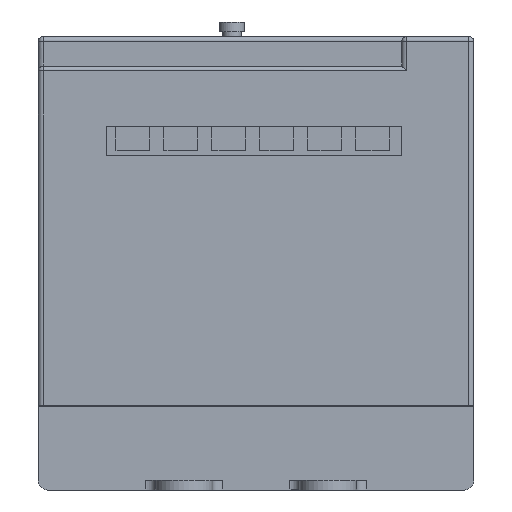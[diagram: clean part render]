
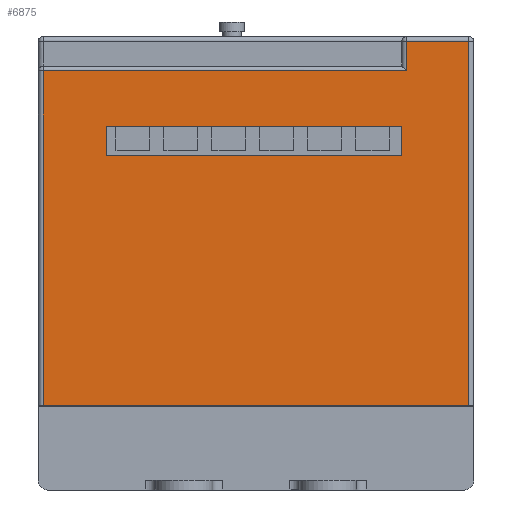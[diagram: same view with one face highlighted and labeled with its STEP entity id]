
A CAD part, front view. The second image highlights one B-rep face of the part: STEP entity #6875.
In plain terms, the highlighted planar face has unit normal (0, -1, 0).
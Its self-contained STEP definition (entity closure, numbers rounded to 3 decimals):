
#28 = CARTESIAN_POINT ( 'NONE',  ( 89.8, -58.4, 37.5 ) ) ;
#109 = PLANE ( 'NONE',  #1469 ) ;
#141 = DIRECTION ( 'NONE',  ( -1., 0., 0. ) ) ;
#290 = CARTESIAN_POINT ( 'NONE',  ( 14.2, -58.4, 19.8 ) ) ;
#331 = LINE ( 'NONE', #2231, #2657 ) ;
#479 = ORIENTED_EDGE ( 'NONE', *, *, #4347, .F. ) ;
#498 = CARTESIAN_POINT ( 'NONE',  ( 14.2, -58.4, 19.8 ) ) ;
#570 = VECTOR ( 'NONE', #1683, 1000. ) ;
#649 = DIRECTION ( 'NONE',  ( 0., 1., 0. ) ) ;
#729 = VECTOR ( 'NONE', #6511, 1000. ) ;
#741 = EDGE_CURVE ( 'NONE', #7211, #5914, #818, .T. ) ;
#818 = LINE ( 'NONE', #3518, #729 ) ;
#829 = CARTESIAN_POINT ( 'NONE',  ( 90.8, -58.4, 37.5 ) ) ;
#1259 = DIRECTION ( 'NONE',  ( 0., 0., 1. ) ) ;
#1260 = CARTESIAN_POINT ( 'NONE',  ( 75.8, -58.4, 19.8 ) ) ;
#1268 = EDGE_LOOP ( 'NONE', ( #3713, #1427, #479, #2919, #1631, #2274 ) ) ;
#1326 = DIRECTION ( 'NONE',  ( 0., 0., -1. ) ) ;
#1381 = LINE ( 'NONE', #3618, #2956 ) ;
#1427 = ORIENTED_EDGE ( 'NONE', *, *, #4808, .T. ) ;
#1469 = AXIS2_PLACEMENT_3D ( 'NONE', #6521, #649, #1259 ) ;
#1499 = LINE ( 'NONE', #4590, #2989 ) ;
#1631 = ORIENTED_EDGE ( 'NONE', *, *, #2384, .T. ) ;
#1636 = CARTESIAN_POINT ( 'NONE',  ( 75.8, -58.4, 13.6 ) ) ;
#1665 = CARTESIAN_POINT ( 'NONE',  ( 1., -58.4, -38.5 ) ) ;
#1683 = DIRECTION ( 'NONE',  ( 0., 0., -1. ) ) ;
#1866 = DIRECTION ( 'NONE',  ( 0., 0., 1. ) ) ;
#1875 = VERTEX_POINT ( 'NONE', #1665 ) ;
#1959 = CARTESIAN_POINT ( 'NONE',  ( 90.8, -58.4, -38.5 ) ) ;
#2164 = CARTESIAN_POINT ( 'NONE',  ( 1., -58.4, 31.3 ) ) ;
#2231 = CARTESIAN_POINT ( 'NONE',  ( 90.8, -58.4, 31.3 ) ) ;
#2243 = LINE ( 'NONE', #1959, #4445 ) ;
#2274 = ORIENTED_EDGE ( 'NONE', *, *, #7480, .T. ) ;
#2286 = ORIENTED_EDGE ( 'NONE', *, *, #6927, .F. ) ;
#2311 = FACE_BOUND ( 'NONE', #4401, .T. ) ;
#2341 = ORIENTED_EDGE ( 'NONE', *, *, #2604, .F. ) ;
#2384 = EDGE_CURVE ( 'NONE', #6478, #4670, #6066, .T. ) ;
#2402 = VECTOR ( 'NONE', #6002, 1000. ) ;
#2412 = CARTESIAN_POINT ( 'NONE',  ( 76.8, -58.4, 38.5 ) ) ;
#2589 = DIRECTION ( 'NONE',  ( -1., 0., 0. ) ) ;
#2604 = EDGE_CURVE ( 'NONE', #6955, #5943, #7146, .T. ) ;
#2657 = VECTOR ( 'NONE', #3428, 1000. ) ;
#2706 = EDGE_CURVE ( 'NONE', #4068, #5696, #331, .T. ) ;
#2772 = DIRECTION ( 'NONE',  ( -1., 0., 0. ) ) ;
#2818 = CARTESIAN_POINT ( 'NONE',  ( 76.8, -58.4, 37.5 ) ) ;
#2919 = ORIENTED_EDGE ( 'NONE', *, *, #6881, .T. ) ;
#2956 = VECTOR ( 'NONE', #1866, 1000. ) ;
#2989 = VECTOR ( 'NONE', #2772, 1000. ) ;
#3043 = LINE ( 'NONE', #2412, #7548 ) ;
#3428 = DIRECTION ( 'NONE',  ( -1., 0., 0. ) ) ;
#3470 = CARTESIAN_POINT ( 'NONE',  ( 1., -58.4, -38.5 ) ) ;
#3500 = CARTESIAN_POINT ( 'NONE',  ( 14.2, -58.4, 13.6 ) ) ;
#3518 = CARTESIAN_POINT ( 'NONE',  ( 75.8, -58.4, 19.8 ) ) ;
#3618 = CARTESIAN_POINT ( 'NONE',  ( 89.8, -58.4, 38.5 ) ) ;
#3713 = ORIENTED_EDGE ( 'NONE', *, *, #2706, .T. ) ;
#4068 = VERTEX_POINT ( 'NONE', #7453 ) ;
#4347 = EDGE_CURVE ( 'NONE', #4669, #1875, #2243, .T. ) ;
#4401 = EDGE_LOOP ( 'NONE', ( #2286, #2341, #7104, #5433 ) ) ;
#4445 = VECTOR ( 'NONE', #2589, 1000. ) ;
#4471 = CARTESIAN_POINT ( 'NONE',  ( 14.2, -58.4, 13.6 ) ) ;
#4505 = CARTESIAN_POINT ( 'NONE',  ( 89.8, -58.4, -38.5 ) ) ;
#4590 = CARTESIAN_POINT ( 'NONE',  ( 14.2, -58.4, 19.8 ) ) ;
#4665 = VECTOR ( 'NONE', #7462, 1000. ) ;
#4669 = VERTEX_POINT ( 'NONE', #4505 ) ;
#4670 = VERTEX_POINT ( 'NONE', #2818 ) ;
#4808 = EDGE_CURVE ( 'NONE', #5696, #1875, #6926, .T. ) ;
#4886 = LINE ( 'NONE', #4471, #2402 ) ;
#5141 = EDGE_CURVE ( 'NONE', #5914, #6955, #1499, .T. ) ;
#5433 = ORIENTED_EDGE ( 'NONE', *, *, #741, .F. ) ;
#5696 = VERTEX_POINT ( 'NONE', #2164 ) ;
#5710 = FACE_OUTER_BOUND ( 'NONE', #1268, .T. ) ;
#5914 = VERTEX_POINT ( 'NONE', #1260 ) ;
#5943 = VERTEX_POINT ( 'NONE', #3500 ) ;
#6002 = DIRECTION ( 'NONE',  ( 1., 0., 0. ) ) ;
#6066 = LINE ( 'NONE', #829, #6522 ) ;
#6478 = VERTEX_POINT ( 'NONE', #28 ) ;
#6511 = DIRECTION ( 'NONE',  ( 0., 0., 1. ) ) ;
#6521 = CARTESIAN_POINT ( 'NONE',  ( 90.8, -58.4, 38.5 ) ) ;
#6522 = VECTOR ( 'NONE', #141, 1000. ) ;
#6875 = ADVANCED_FACE ( 'NONE', ( #2311, #5710 ), #109, .F. ) ;
#6881 = EDGE_CURVE ( 'NONE', #4669, #6478, #1381, .T. ) ;
#6926 = LINE ( 'NONE', #3470, #570 ) ;
#6927 = EDGE_CURVE ( 'NONE', #5943, #7211, #4886, .T. ) ;
#6955 = VERTEX_POINT ( 'NONE', #290 ) ;
#7104 = ORIENTED_EDGE ( 'NONE', *, *, #5141, .F. ) ;
#7146 = LINE ( 'NONE', #498, #4665 ) ;
#7211 = VERTEX_POINT ( 'NONE', #1636 ) ;
#7453 = CARTESIAN_POINT ( 'NONE',  ( 76.8, -58.4, 31.3 ) ) ;
#7462 = DIRECTION ( 'NONE',  ( 0., 0., -1. ) ) ;
#7480 = EDGE_CURVE ( 'NONE', #4670, #4068, #3043, .T. ) ;
#7548 = VECTOR ( 'NONE', #1326, 1000. ) ;
